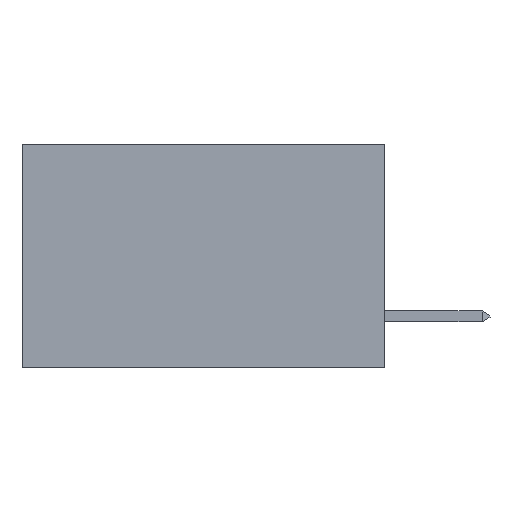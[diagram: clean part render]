
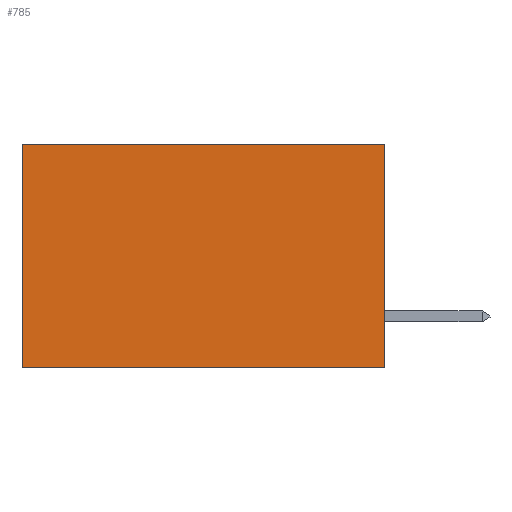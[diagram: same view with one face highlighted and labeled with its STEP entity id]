
A CAD part, left-side view. The second image highlights one B-rep face of the part: STEP entity #785.
In plain terms, the highlighted planar face has unit normal (-1, 0, 0).
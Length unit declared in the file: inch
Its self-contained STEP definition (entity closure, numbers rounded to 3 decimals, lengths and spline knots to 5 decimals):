
#546 = VECTOR ( 'NONE', #4583, 39.37008 ) ;
#785 = ADVANCED_FACE ( 'NONE', ( #9931 ), #2980, .F. ) ;
#1015 = EDGE_LOOP ( 'NONE', ( #2319, #12129, #8752, #9924 ) ) ;
#1517 = DIRECTION ( 'NONE',  ( 0., 0., -1. ) ) ;
#1916 = EDGE_CURVE ( 'NONE', #4506, #9237, #9727, .T. ) ;
#2111 = EDGE_CURVE ( 'NONE', #4506, #7529, #3994, .T. ) ;
#2319 = ORIENTED_EDGE ( 'NONE', *, *, #8091, .T. ) ;
#2929 = CARTESIAN_POINT ( 'NONE',  ( 0.2875, 0., 0. ) ) ;
#2980 = PLANE ( 'NONE',  #9247 ) ;
#3432 = CARTESIAN_POINT ( 'NONE',  ( 0.2875, 0., -0.37 ) ) ;
#3640 = CARTESIAN_POINT ( 'NONE',  ( 0.2875, 0., 0. ) ) ;
#3994 = LINE ( 'NONE', #8237, #7047 ) ;
#4506 = VERTEX_POINT ( 'NONE', #3640 ) ;
#4583 = DIRECTION ( 'NONE',  ( 0., 1., 0. ) ) ;
#5585 = VECTOR ( 'NONE', #1517, 39.37008 ) ;
#5666 = CARTESIAN_POINT ( 'NONE',  ( 0.2875, 0.6, 0. ) ) ;
#6230 = CARTESIAN_POINT ( 'NONE',  ( 0.2875, 0., -0.37 ) ) ;
#6297 = VECTOR ( 'NONE', #7005, 39.37008 ) ;
#7005 = DIRECTION ( 'NONE',  ( 0., 1., 0. ) ) ;
#7047 = VECTOR ( 'NONE', #11286, 39.37008 ) ;
#7056 = CARTESIAN_POINT ( 'NONE',  ( 0.2875, 0., 0. ) ) ;
#7529 = VERTEX_POINT ( 'NONE', #6230 ) ;
#7719 = DIRECTION ( 'NONE',  ( 1., 0., 0. ) ) ;
#8091 = EDGE_CURVE ( 'NONE', #9237, #8179, #8678, .T. ) ;
#8179 = VERTEX_POINT ( 'NONE', #10789 ) ;
#8237 = CARTESIAN_POINT ( 'NONE',  ( 0.2875, 0., 0. ) ) ;
#8678 = LINE ( 'NONE', #12930, #5585 ) ;
#8752 = ORIENTED_EDGE ( 'NONE', *, *, #2111, .F. ) ;
#9194 = DIRECTION ( 'NONE',  ( 0., 0., -1. ) ) ;
#9237 = VERTEX_POINT ( 'NONE', #5666 ) ;
#9247 = AXIS2_PLACEMENT_3D ( 'NONE', #2929, #7719, #9194 ) ;
#9727 = LINE ( 'NONE', #7056, #6297 ) ;
#9735 = LINE ( 'NONE', #3432, #546 ) ;
#9924 = ORIENTED_EDGE ( 'NONE', *, *, #1916, .T. ) ;
#9931 = FACE_OUTER_BOUND ( 'NONE', #1015, .T. ) ;
#10789 = CARTESIAN_POINT ( 'NONE',  ( 0.2875, 0.6, -0.37 ) ) ;
#11286 = DIRECTION ( 'NONE',  ( 0., 0., -1. ) ) ;
#12129 = ORIENTED_EDGE ( 'NONE', *, *, #13421, .F. ) ;
#12930 = CARTESIAN_POINT ( 'NONE',  ( 0.2875, 0.6, 0. ) ) ;
#13421 = EDGE_CURVE ( 'NONE', #7529, #8179, #9735, .T. ) ;
